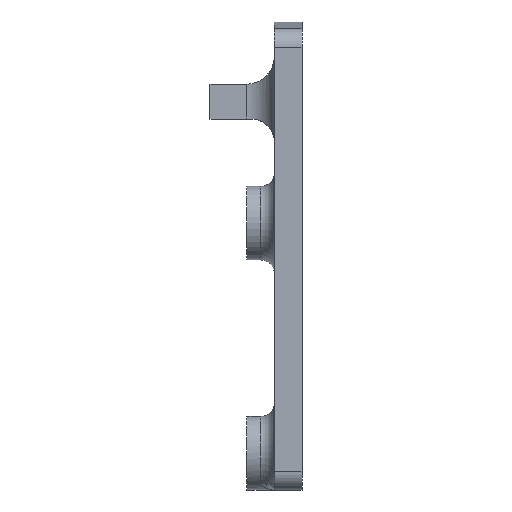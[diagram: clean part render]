
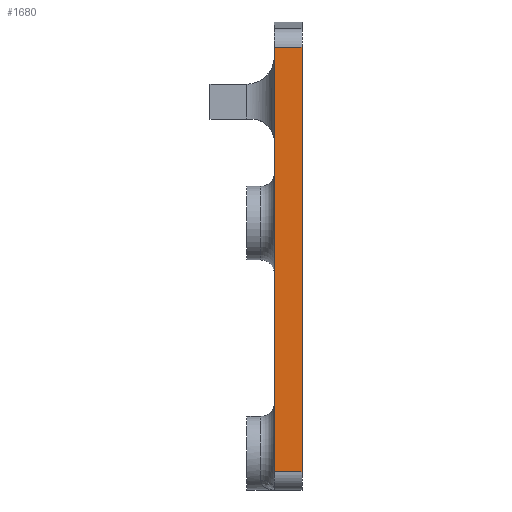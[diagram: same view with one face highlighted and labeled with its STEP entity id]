
A CAD part, left-side view. The second image highlights one B-rep face of the part: STEP entity #1680.
In plain terms, the highlighted planar face has unit normal (-1, 0, 0).
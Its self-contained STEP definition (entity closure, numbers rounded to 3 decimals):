
#23 = EDGE_LOOP ( 'NONE', ( #2321, #1689, #655, #1032 ) ) ;
#145 = VECTOR ( 'NONE', #1338, 1000. ) ;
#152 = CARTESIAN_POINT ( 'NONE',  ( -32.5, 0., -48. ) ) ;
#259 = EDGE_CURVE ( 'NONE', #2094, #303, #672, .T. ) ;
#303 = VERTEX_POINT ( 'NONE', #152 ) ;
#655 = ORIENTED_EDGE ( 'NONE', *, *, #1999, .T. ) ;
#665 = LINE ( 'NONE', #1632, #752 ) ;
#672 = LINE ( 'NONE', #819, #1085 ) ;
#677 = DIRECTION ( 'NONE',  ( 0., 0., 1. ) ) ;
#681 = EDGE_CURVE ( 'NONE', #823, #1759, #2139, .T. ) ;
#711 = CARTESIAN_POINT ( 'NONE',  ( -32.5, 3., -48. ) ) ;
#752 = VECTOR ( 'NONE', #677, 1000. ) ;
#819 = CARTESIAN_POINT ( 'NONE',  ( -32.5, 3., -48. ) ) ;
#823 = VERTEX_POINT ( 'NONE', #1769 ) ;
#1032 = ORIENTED_EDGE ( 'NONE', *, *, #681, .T. ) ;
#1085 = VECTOR ( 'NONE', #2163, 1000. ) ;
#1108 = AXIS2_PLACEMENT_3D ( 'NONE', #1445, #1952, #2334 ) ;
#1173 = CARTESIAN_POINT ( 'NONE',  ( -32.5, 3., -1.89 ) ) ;
#1338 = DIRECTION ( 'NONE',  ( 0., 1., 0. ) ) ;
#1445 = CARTESIAN_POINT ( 'NONE',  ( -32.5, 3., 0. ) ) ;
#1632 = CARTESIAN_POINT ( 'NONE',  ( -32.5, 3., 0. ) ) ;
#1680 = ADVANCED_FACE ( 'NONE', ( #2157 ), #1815, .F. ) ;
#1689 = ORIENTED_EDGE ( 'NONE', *, *, #259, .T. ) ;
#1742 = EDGE_CURVE ( 'NONE', #2094, #1759, #665, .T. ) ;
#1759 = VERTEX_POINT ( 'NONE', #1938 ) ;
#1769 = CARTESIAN_POINT ( 'NONE',  ( -32.5, 0., -1.89 ) ) ;
#1815 = PLANE ( 'NONE',  #1108 ) ;
#1924 = VECTOR ( 'NONE', #2364, 1000. ) ;
#1938 = CARTESIAN_POINT ( 'NONE',  ( -32.5, 3., -1.89 ) ) ;
#1952 = DIRECTION ( 'NONE',  ( 1., 0., 0. ) ) ;
#1999 = EDGE_CURVE ( 'NONE', #303, #823, #2174, .T. ) ;
#2094 = VERTEX_POINT ( 'NONE', #711 ) ;
#2139 = LINE ( 'NONE', #1173, #145 ) ;
#2157 = FACE_OUTER_BOUND ( 'NONE', #23, .T. ) ;
#2163 = DIRECTION ( 'NONE',  ( 0., -1., 0. ) ) ;
#2174 = LINE ( 'NONE', #2206, #1924 ) ;
#2206 = CARTESIAN_POINT ( 'NONE',  ( -32.5, 0., 0. ) ) ;
#2321 = ORIENTED_EDGE ( 'NONE', *, *, #1742, .F. ) ;
#2334 = DIRECTION ( 'NONE',  ( 0., 0., -1. ) ) ;
#2364 = DIRECTION ( 'NONE',  ( 0., 0., 1. ) ) ;
